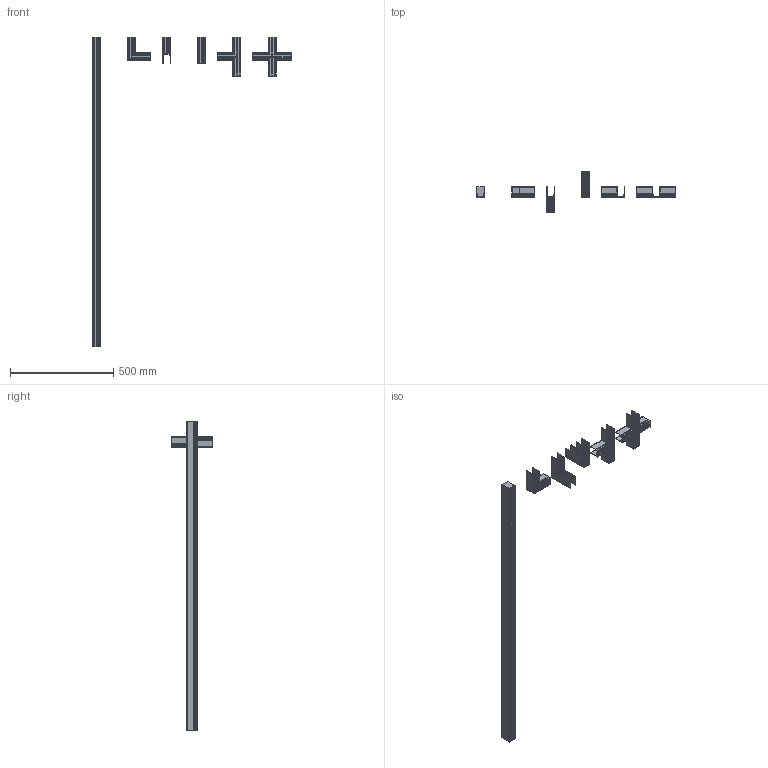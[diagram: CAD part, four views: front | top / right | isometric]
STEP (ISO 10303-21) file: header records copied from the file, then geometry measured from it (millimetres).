
FILE_DESCRIPTION (( 'STEP AP203' ), '1' );
FILE_NAME ('Ñáîðêà Ìàãíèòíîãî òðåêà HOKASU OneLine .STEP', '2020-05-22T15:45:21', ( '' ), ( '' ), 'SwSTEP 2.0', 'SolidWorks 2018', '' );
FILE_SCHEMA (( 'CONFIG_CONTROL_DESIGN' ));
Length unit declared in the file: millimetre
Products named in the file (9): Ñáîðêà Ìàãíèòíîãî òðåêà HOKASU OneLine ; Busbar HOKASU OneLine _CORNER ROOF PUBLIC; Busbar HOKASU OneLine _4-WAY PUBLIC; countersunk flat head cross recess screw_iso_ISO 7046-1 - M2 x 8 - Z - 8N; Busbar HOKASU OneLine _CORNER WALL OUT PUBLIC; Busbar HOKASU OneLine _PUBLIC; Busbar HOKASU OneLine _CORNER WALL IN PUBLIC; _F5_PUBLIC; Busbar HOKASU OneLine _3-WAY PUBLIC
Assembly tree (9 placements, depth 2):
  Ñáîðêà Ìàãíèòíîãî òðåêà HOKASU OneLine 
    Busbar HOKASU OneLine _PUBLIC
    _F5_PUBLIC
    countersunk flat head cross recess screw_iso_ISO 7046-1 - M2 x 8 - Z - 8N  x2
    Busbar HOKASU OneLine _CORNER ROOF PUBLIC
    Busbar HOKASU OneLine _CORNER WALL OUT PUBLIC
    Busbar HOKASU OneLine _CORNER WALL IN PUBLIC
    Busbar HOKASU OneLine _3-WAY PUBLIC
    Busbar HOKASU OneLine _4-WAY PUBLIC
Bounding box: 963 x 201.61 x 1501.5 mm (x, y, z)
Volume: 733830.1 mm3; surface area: 964637.2 mm2
Topology: 9 solids, 9 shells, 1252 faces, 3431 edges, 2195 vertices
Faces by surface type: plane 757, cylinder 461, cone 30, torus 4
Entity records: 38917 total; most frequent: CARTESIAN_POINT 7350, ORIENTED_EDGE 6670, DIRECTION 6115, EDGE_CURVE 3335, VECTOR 2573, LINE 2573, VERTEX_POINT 2141, AXIS2_PLACEMENT_3D 1771
